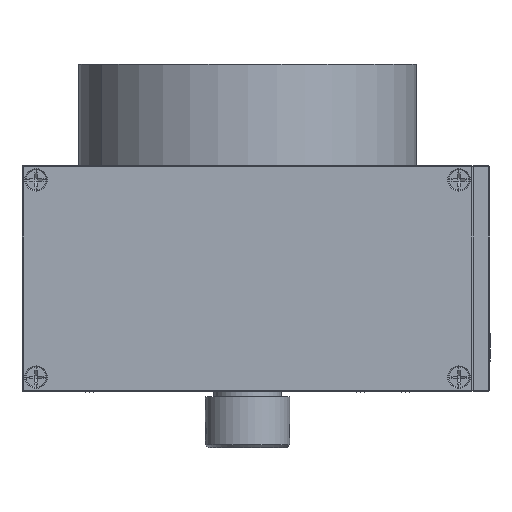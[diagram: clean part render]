
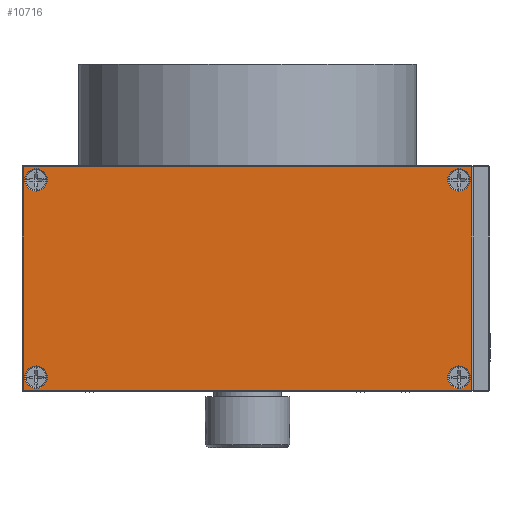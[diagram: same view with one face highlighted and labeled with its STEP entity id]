
A CAD part, left-side view. The second image highlights one B-rep face of the part: STEP entity #10716.
In plain terms, the highlighted planar face has unit normal (-1, 0, 0).
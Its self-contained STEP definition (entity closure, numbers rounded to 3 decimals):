
#2177=DIRECTION('',(0.,1.,0.));
#2178=VECTOR('',#2177,79.6);
#2179=CARTESIAN_POINT('',(-53.,3.2,-19.8));
#2180=LINE('',#2179,#2178);
#2193=DIRECTION('',(0.,0.,1.));
#2194=VECTOR('',#2193,39.6);
#2195=CARTESIAN_POINT('',(-53.,82.8,-19.8));
#2196=LINE('',#2195,#2194);
#2201=DIRECTION('',(0.,-1.,0.));
#2202=VECTOR('',#2201,79.6);
#2203=CARTESIAN_POINT('',(-53.,82.8,19.8));
#2204=LINE('',#2203,#2202);
#2209=DIRECTION('',(0.,0.,-1.));
#2210=VECTOR('',#2209,39.6);
#2211=CARTESIAN_POINT('',(-53.,3.2,19.8));
#2212=LINE('',#2211,#2210);
#2221=CARTESIAN_POINT('',(-53.,80.5,17.5));
#2222=DIRECTION('',(1.,0.,0.));
#2223=DIRECTION('',(0.,0.,1.));
#2224=AXIS2_PLACEMENT_3D('',#2221,#2222,#2223);
#2226=CARTESIAN_POINT('',(-53.,80.5,17.5));
#2227=DIRECTION('',(1.,0.,0.));
#2228=DIRECTION('',(0.,0.,-1.));
#2229=AXIS2_PLACEMENT_3D('',#2226,#2227,#2228);
#2231=CARTESIAN_POINT('',(-53.,5.5,-17.5));
#2232=DIRECTION('',(1.,0.,0.));
#2233=DIRECTION('',(0.,0.,1.));
#2234=AXIS2_PLACEMENT_3D('',#2231,#2232,#2233);
#2236=CARTESIAN_POINT('',(-53.,5.5,-17.5));
#2237=DIRECTION('',(1.,0.,0.));
#2238=DIRECTION('',(0.,0.,-1.));
#2239=AXIS2_PLACEMENT_3D('',#2236,#2237,#2238);
#2241=CARTESIAN_POINT('',(-53.,5.5,17.5));
#2242=DIRECTION('',(1.,0.,0.));
#2243=DIRECTION('',(0.,0.,1.));
#2244=AXIS2_PLACEMENT_3D('',#2241,#2242,#2243);
#2246=CARTESIAN_POINT('',(-53.,5.5,17.5));
#2247=DIRECTION('',(1.,0.,0.));
#2248=DIRECTION('',(0.,0.,-1.));
#2249=AXIS2_PLACEMENT_3D('',#2246,#2247,#2248);
#2251=CARTESIAN_POINT('',(-53.,80.5,-17.5));
#2252=DIRECTION('',(1.,0.,0.));
#2253=DIRECTION('',(0.,0.,1.));
#2254=AXIS2_PLACEMENT_3D('',#2251,#2252,#2253);
#2256=CARTESIAN_POINT('',(-53.,80.5,-17.5));
#2257=DIRECTION('',(1.,0.,0.));
#2258=DIRECTION('',(0.,0.,-1.));
#2259=AXIS2_PLACEMENT_3D('',#2256,#2257,#2258);
#7041=CARTESIAN_POINT('',(-53.,82.8,19.8));
#7042=CARTESIAN_POINT('',(-53.,3.2,19.8));
#7043=VERTEX_POINT('',#7041);
#7044=VERTEX_POINT('',#7042);
#7045=CARTESIAN_POINT('',(-53.,3.2,-19.8));
#7046=VERTEX_POINT('',#7045);
#7047=CARTESIAN_POINT('',(-53.,82.8,-19.8));
#7048=VERTEX_POINT('',#7047);
#7049=CARTESIAN_POINT('',(-53.,80.5,19.5));
#7050=CARTESIAN_POINT('',(-53.,80.5,15.5));
#7051=VERTEX_POINT('',#7049);
#7052=VERTEX_POINT('',#7050);
#7053=CARTESIAN_POINT('',(-53.,5.5,-15.5));
#7054=CARTESIAN_POINT('',(-53.,5.5,-19.5));
#7055=VERTEX_POINT('',#7053);
#7056=VERTEX_POINT('',#7054);
#7057=CARTESIAN_POINT('',(-53.,5.5,19.5));
#7058=CARTESIAN_POINT('',(-53.,5.5,15.5));
#7059=VERTEX_POINT('',#7057);
#7060=VERTEX_POINT('',#7058);
#7061=CARTESIAN_POINT('',(-53.,80.5,-15.5));
#7062=CARTESIAN_POINT('',(-53.,80.5,-19.5));
#7063=VERTEX_POINT('',#7061);
#7064=VERTEX_POINT('',#7062);
#10681=CARTESIAN_POINT('',(-53.,43.,0.));
#10682=DIRECTION('',(1.,0.,0.));
#10683=DIRECTION('',(0.,0.,1.));
#10684=AXIS2_PLACEMENT_3D('',#10681,#10682,#10683);
#10685=PLANE('',#10684);
#10686=ORIENTED_EDGE('',*,*,#10660,.T.);
#10687=ORIENTED_EDGE('',*,*,#10674,.T.);
#10688=ORIENTED_EDGE('',*,*,#10613,.T.);
#10689=ORIENTED_EDGE('',*,*,#10642,.T.);
#10690=EDGE_LOOP('',(#10686,#10687,#10688,#10689));
#10691=FACE_OUTER_BOUND('',#10690,.F.);
#10693=ORIENTED_EDGE('',*,*,#10692,.F.);
#10695=ORIENTED_EDGE('',*,*,#10694,.F.);
#10696=EDGE_LOOP('',(#10693,#10695));
#10697=FACE_BOUND('',#10696,.F.);
#10699=ORIENTED_EDGE('',*,*,#10698,.F.);
#10701=ORIENTED_EDGE('',*,*,#10700,.F.);
#10702=EDGE_LOOP('',(#10699,#10701));
#10703=FACE_BOUND('',#10702,.F.);
#10705=ORIENTED_EDGE('',*,*,#10704,.F.);
#10707=ORIENTED_EDGE('',*,*,#10706,.F.);
#10708=EDGE_LOOP('',(#10705,#10707));
#10709=FACE_BOUND('',#10708,.F.);
#10711=ORIENTED_EDGE('',*,*,#10710,.F.);
#10713=ORIENTED_EDGE('',*,*,#10712,.F.);
#10714=EDGE_LOOP('',(#10711,#10713));
#10715=FACE_BOUND('',#10714,.F.);
#2225=CIRCLE('',#2224,2.);
#2230=CIRCLE('',#2229,2.);
#2235=CIRCLE('',#2234,2.);
#2240=CIRCLE('',#2239,2.);
#2245=CIRCLE('',#2244,2.);
#2250=CIRCLE('',#2249,2.);
#2255=CIRCLE('',#2254,2.);
#2260=CIRCLE('',#2259,2.);
#10613=EDGE_CURVE('',#7046,#7048,#2180,.T.);
#10642=EDGE_CURVE('',#7048,#7043,#2196,.T.);
#10660=EDGE_CURVE('',#7043,#7044,#2204,.T.);
#10674=EDGE_CURVE('',#7044,#7046,#2212,.T.);
#10692=EDGE_CURVE('',#7051,#7052,#2225,.T.);
#10694=EDGE_CURVE('',#7052,#7051,#2230,.T.);
#10698=EDGE_CURVE('',#7055,#7056,#2235,.T.);
#10700=EDGE_CURVE('',#7056,#7055,#2240,.T.);
#10704=EDGE_CURVE('',#7059,#7060,#2245,.T.);
#10706=EDGE_CURVE('',#7060,#7059,#2250,.T.);
#10710=EDGE_CURVE('',#7063,#7064,#2255,.T.);
#10712=EDGE_CURVE('',#7064,#7063,#2260,.T.);
#10716=ADVANCED_FACE('',(#10691,#10697,#10703,#10709,#10715),#10685,.F.);
